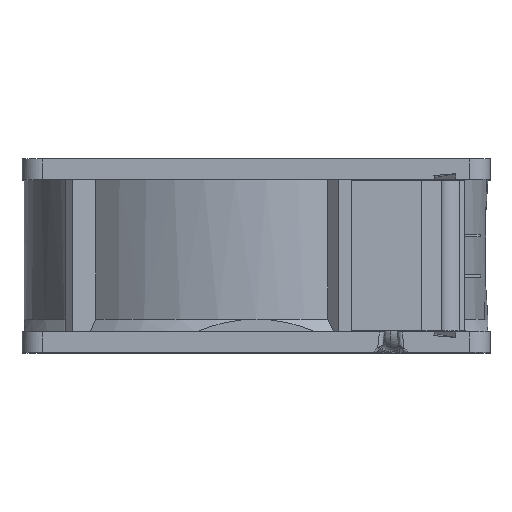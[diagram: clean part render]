
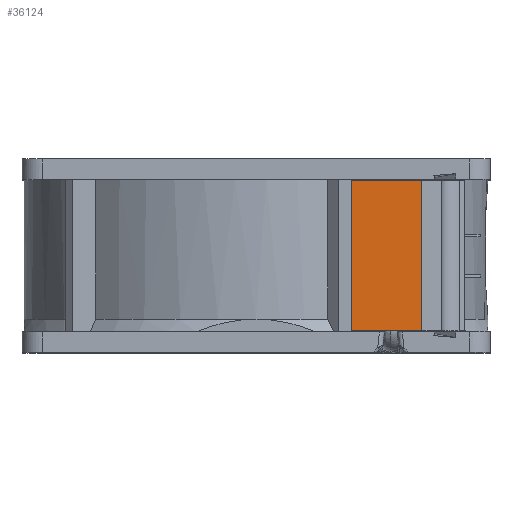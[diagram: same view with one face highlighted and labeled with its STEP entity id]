
A CAD part, top view. The second image highlights one B-rep face of the part: STEP entity #36124.
In plain terms, the highlighted planar face has unit normal (0, 0, 1).
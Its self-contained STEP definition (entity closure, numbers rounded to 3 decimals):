
#181 = CARTESIAN_POINT ( 'NONE',  ( 17.598, 4.25, 43.911 ) ) ;
#4217 = ORIENTED_EDGE ( 'NONE', *, *, #22090, .F. ) ;
#5459 = DIRECTION ( 'NONE',  ( 0., -1., 0. ) ) ;
#6428 = ORIENTED_EDGE ( 'NONE', *, *, #18393, .F. ) ;
#6727 = CARTESIAN_POINT ( 'NONE',  ( 32.598, 33.75, 43.911 ) ) ;
#9301 = LINE ( 'NONE', #37376, #24424 ) ;
#9938 = LINE ( 'NONE', #181, #20222 ) ;
#13185 = LINE ( 'NONE', #6727, #35346 ) ;
#13316 = DIRECTION ( 'NONE',  ( 0., 0., -1. ) ) ;
#13587 = VERTEX_POINT ( 'NONE', #27936 ) ;
#16623 = VERTEX_POINT ( 'NONE', #27335 ) ;
#16866 = LINE ( 'NONE', #40495, #20086 ) ;
#18393 = EDGE_CURVE ( 'NONE', #16623, #33908, #13185, .T. ) ;
#19626 = EDGE_CURVE ( 'NONE', #16623, #13587, #9301, .T. ) ;
#20086 = VECTOR ( 'NONE', #5459, 1000. ) ;
#20222 = VECTOR ( 'NONE', #21107, 1000. ) ;
#20665 = FACE_OUTER_BOUND ( 'NONE', #41356, .T. ) ;
#20767 = CARTESIAN_POINT ( 'NONE',  ( 32.598, 33.75, 43.911 ) ) ;
#21107 = DIRECTION ( 'NONE',  ( 1., 0., 0. ) ) ;
#22090 = EDGE_CURVE ( 'NONE', #33908, #24441, #16866, .T. ) ;
#23539 = DIRECTION ( 'NONE',  ( -1., 0., 0. ) ) ;
#24424 = VECTOR ( 'NONE', #30291, 1000. ) ;
#24441 = VERTEX_POINT ( 'NONE', #41024 ) ;
#27335 = CARTESIAN_POINT ( 'NONE',  ( 17.598, 33.75, 43.911 ) ) ;
#27936 = CARTESIAN_POINT ( 'NONE',  ( 17.598, 4.25, 43.911 ) ) ;
#28662 = AXIS2_PLACEMENT_3D ( 'NONE', #44043, #13316, #23539 ) ;
#30291 = DIRECTION ( 'NONE',  ( 0., -1., 0. ) ) ;
#33443 = EDGE_CURVE ( 'NONE', #13587, #24441, #9938, .T. ) ;
#33859 = PLANE ( 'NONE',  #28662 ) ;
#33908 = VERTEX_POINT ( 'NONE', #20767 ) ;
#35346 = VECTOR ( 'NONE', #42348, 1000. ) ;
#36124 = ADVANCED_FACE ( 'NONE', ( #20665 ), #33859, .F. ) ;
#37376 = CARTESIAN_POINT ( 'NONE',  ( 17.598, 4.25, 43.911 ) ) ;
#38380 = ORIENTED_EDGE ( 'NONE', *, *, #19626, .T. ) ;
#40495 = CARTESIAN_POINT ( 'NONE',  ( 32.598, 4.25, 43.911 ) ) ;
#41024 = CARTESIAN_POINT ( 'NONE',  ( 32.598, 4.25, 43.911 ) ) ;
#41356 = EDGE_LOOP ( 'NONE', ( #4217, #6428, #38380, #43884 ) ) ;
#42348 = DIRECTION ( 'NONE',  ( 1., 0., 0. ) ) ;
#43884 = ORIENTED_EDGE ( 'NONE', *, *, #33443, .T. ) ;
#44043 = CARTESIAN_POINT ( 'NONE',  ( 32.598, 4.25, 43.911 ) ) ;
